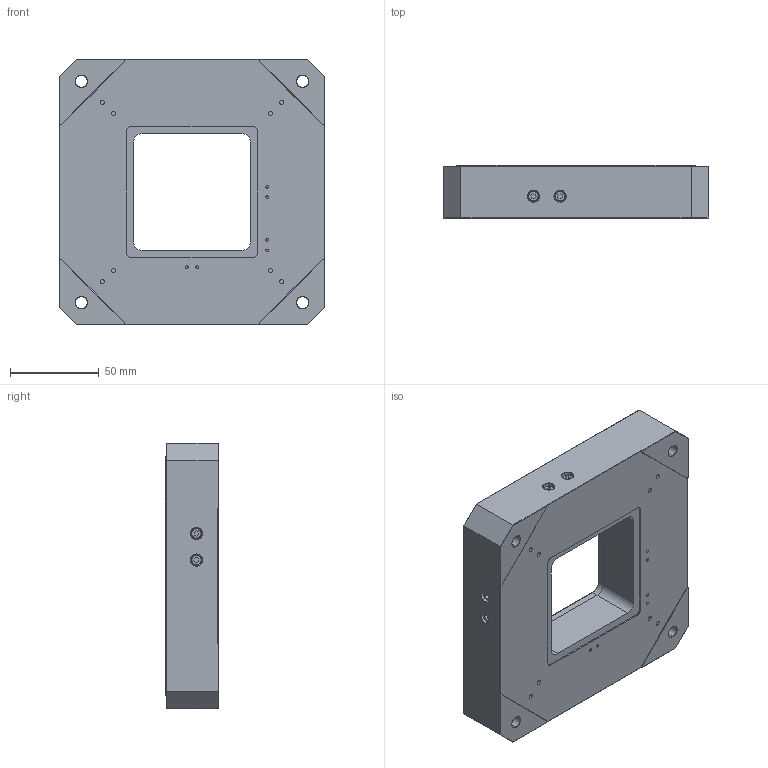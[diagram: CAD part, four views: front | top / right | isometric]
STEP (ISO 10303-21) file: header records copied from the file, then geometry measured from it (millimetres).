
FILE_DESCRIPTION (( 'STEP AP203' ), '1' );
FILE_NAME ('Carrier.S100.XYRz.enduser.STEP', '2025-06-12T07:43:15', ( '' ), ( '' ), 'SwSTEP 2.0', 'SolidWorks 2020', '' );
FILE_SCHEMA (( 'CONFIG_CONTROL_DESIGN' ));
Length unit declared in the file: millimetre
Products named in the file (5): 复件 top_1^Scanner_XYt_100um_150x150mm_渲染; 复件 base_1SLDPRT^Scanner_XYt_100um_150x150mm_渲染; 复件 M3-D5.5T2.0L3^Scanner_XYt_100um_150x150mm_渲染_M3×10; 复件 mid_1^Scanner_XYt_100um_150x150mm_渲染; Carrier.S100.XYRz.enduser
Assembly tree (15 placements, depth 2):
  Carrier.S100.XYRz.enduser
    复件 base_1SLDPRT^Scanner_XYt_100um_150x150mm_渲染
    复件 mid_1^Scanner_XYt_100um_150x150mm_渲染
    复件 top_1^Scanner_XYt_100um_150x150mm_渲染
    复件 M3-D5.5T2.0L3^Scanner_XYt_100um_150x150mm_渲染_M3×10  x12
Bounding box: 150 x 30 x 150 mm (x, y, z)
Volume: 451963.6 mm3; surface area: 115900.2 mm2
Topology: 15 solids, 21 shells, 811 faces, 1783 edges, 1080 vertices
Faces by surface type: plane 332, cylinder 259, cone 172, torus 48
Entity records: 17022 total; most frequent: DIRECTION 3053, CARTESIAN_POINT 2734, ORIENTED_EDGE 2578, EDGE_CURVE 1289, AXIS2_PLACEMENT_3D 1161, VERTEX_POINT 794, VECTOR 731, LINE 731
